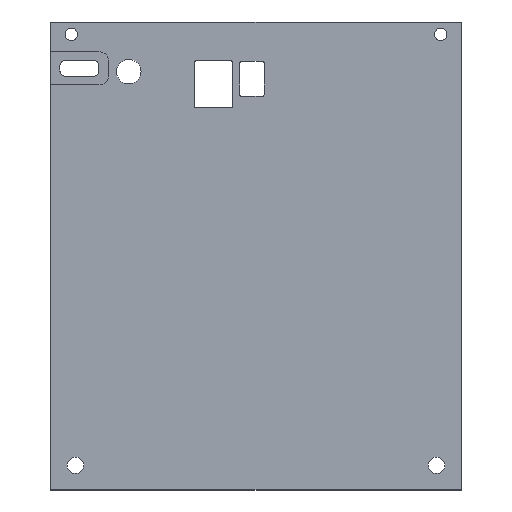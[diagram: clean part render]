
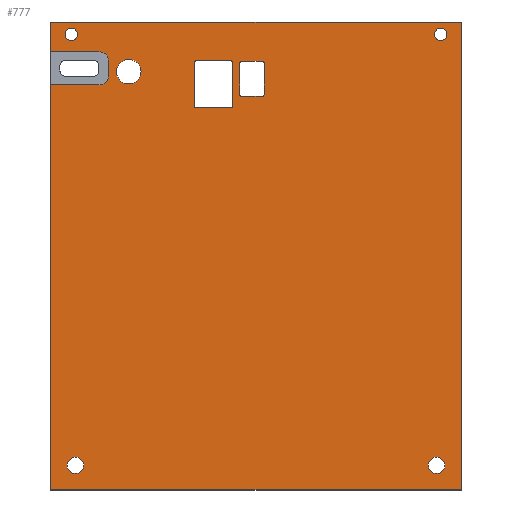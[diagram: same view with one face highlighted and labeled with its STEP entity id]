
A CAD part, top view. The second image highlights one B-rep face of the part: STEP entity #777.
In plain terms, the highlighted planar face has unit normal (0, 0, 1).
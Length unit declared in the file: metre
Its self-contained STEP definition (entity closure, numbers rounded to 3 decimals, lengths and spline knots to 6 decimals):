
#31=CIRCLE('',#832,0.0005);
#32=CIRCLE('',#833,0.0005);
#33=CIRCLE('',#834,0.0005);
#34=CIRCLE('',#835,0.0005);
#35=CIRCLE('',#836,0.0005);
#36=CIRCLE('',#837,0.0005);
#37=CIRCLE('',#838,0.0005);
#38=CIRCLE('',#839,0.0005);
#39=CIRCLE('',#840,0.002);
#40=CIRCLE('',#841,0.0015);
#41=CIRCLE('',#842,0.0015);
#42=CIRCLE('',#843,0.002);
#43=CIRCLE('',#844,0.003);
#44=CIRCLE('',#845,0.002);
#45=CIRCLE('',#846,0.002);
#69=ORIENTED_EDGE('',*,*,#293,.F.);
#70=ORIENTED_EDGE('',*,*,#294,.T.);
#71=ORIENTED_EDGE('',*,*,#295,.T.);
#72=ORIENTED_EDGE('',*,*,#296,.T.);
#73=ORIENTED_EDGE('',*,*,#297,.T.);
#74=ORIENTED_EDGE('',*,*,#298,.T.);
#75=ORIENTED_EDGE('',*,*,#299,.F.);
#76=ORIENTED_EDGE('',*,*,#300,.T.);
#77=ORIENTED_EDGE('',*,*,#301,.F.);
#78=ORIENTED_EDGE('',*,*,#302,.T.);
#79=ORIENTED_EDGE('',*,*,#303,.T.);
#80=ORIENTED_EDGE('',*,*,#304,.T.);
#81=ORIENTED_EDGE('',*,*,#305,.T.);
#82=ORIENTED_EDGE('',*,*,#306,.T.);
#83=ORIENTED_EDGE('',*,*,#307,.F.);
#84=ORIENTED_EDGE('',*,*,#308,.T.);
#85=ORIENTED_EDGE('',*,*,#309,.F.);
#86=ORIENTED_EDGE('',*,*,#310,.F.);
#87=ORIENTED_EDGE('',*,*,#311,.F.);
#88=ORIENTED_EDGE('',*,*,#312,.F.);
#89=ORIENTED_EDGE('',*,*,#313,.F.);
#90=ORIENTED_EDGE('',*,*,#314,.F.);
#91=ORIENTED_EDGE('',*,*,#315,.T.);
#92=ORIENTED_EDGE('',*,*,#316,.F.);
#93=ORIENTED_EDGE('',*,*,#317,.F.);
#94=ORIENTED_EDGE('',*,*,#318,.F.);
#95=ORIENTED_EDGE('',*,*,#319,.F.);
#96=ORIENTED_EDGE('',*,*,#320,.F.);
#97=ORIENTED_EDGE('',*,*,#321,.F.);
#98=ORIENTED_EDGE('',*,*,#322,.T.);
#99=ORIENTED_EDGE('',*,*,#323,.T.);
#293=EDGE_CURVE('',#405,#406,#483,.T.);
#294=EDGE_CURVE('',#405,#407,#31,.F.);
#295=EDGE_CURVE('',#407,#408,#484,.T.);
#296=EDGE_CURVE('',#408,#409,#32,.F.);
#297=EDGE_CURVE('',#409,#410,#485,.T.);
#298=EDGE_CURVE('',#410,#411,#33,.F.);
#299=EDGE_CURVE('',#412,#411,#486,.T.);
#300=EDGE_CURVE('',#412,#406,#34,.F.);
#301=EDGE_CURVE('',#413,#414,#487,.T.);
#302=EDGE_CURVE('',#413,#415,#35,.F.);
#303=EDGE_CURVE('',#415,#416,#488,.T.);
#304=EDGE_CURVE('',#416,#417,#36,.F.);
#305=EDGE_CURVE('',#417,#418,#489,.T.);
#306=EDGE_CURVE('',#418,#419,#37,.F.);
#307=EDGE_CURVE('',#420,#419,#490,.T.);
#308=EDGE_CURVE('',#420,#414,#38,.F.);
#309=EDGE_CURVE('',#421,#421,#39,.T.);
#310=EDGE_CURVE('',#422,#422,#40,.T.);
#311=EDGE_CURVE('',#423,#423,#41,.T.);
#312=EDGE_CURVE('',#424,#424,#42,.T.);
#313=EDGE_CURVE('',#425,#425,#43,.T.);
#314=EDGE_CURVE('',#426,#427,#491,.T.);
#315=EDGE_CURVE('',#426,#428,#492,.T.);
#316=EDGE_CURVE('',#429,#428,#44,.T.);
#317=EDGE_CURVE('',#430,#429,#493,.T.);
#318=EDGE_CURVE('',#431,#430,#45,.T.);
#319=EDGE_CURVE('',#432,#431,#494,.T.);
#320=EDGE_CURVE('',#433,#432,#495,.T.);
#321=EDGE_CURVE('',#434,#433,#496,.T.);
#322=EDGE_CURVE('',#434,#435,#497,.T.);
#323=EDGE_CURVE('',#435,#427,#498,.T.);
#405=VERTEX_POINT('',#1147);
#406=VERTEX_POINT('',#1148);
#407=VERTEX_POINT('',#1150);
#408=VERTEX_POINT('',#1152);
#409=VERTEX_POINT('',#1154);
#410=VERTEX_POINT('',#1156);
#411=VERTEX_POINT('',#1158);
#412=VERTEX_POINT('',#1160);
#413=VERTEX_POINT('',#1163);
#414=VERTEX_POINT('',#1164);
#415=VERTEX_POINT('',#1166);
#416=VERTEX_POINT('',#1168);
#417=VERTEX_POINT('',#1170);
#418=VERTEX_POINT('',#1172);
#419=VERTEX_POINT('',#1174);
#420=VERTEX_POINT('',#1176);
#421=VERTEX_POINT('',#1179);
#422=VERTEX_POINT('',#1181);
#423=VERTEX_POINT('',#1183);
#424=VERTEX_POINT('',#1185);
#425=VERTEX_POINT('',#1187);
#426=VERTEX_POINT('',#1189);
#427=VERTEX_POINT('',#1190);
#428=VERTEX_POINT('',#1192);
#429=VERTEX_POINT('',#1194);
#430=VERTEX_POINT('',#1196);
#431=VERTEX_POINT('',#1198);
#432=VERTEX_POINT('',#1200);
#433=VERTEX_POINT('',#1202);
#434=VERTEX_POINT('',#1204);
#435=VERTEX_POINT('',#1206);
#483=LINE('',#1146,#557);
#484=LINE('',#1151,#558);
#485=LINE('',#1155,#559);
#486=LINE('',#1159,#560);
#487=LINE('',#1162,#561);
#488=LINE('',#1167,#562);
#489=LINE('',#1171,#563);
#490=LINE('',#1175,#564);
#491=LINE('',#1188,#565);
#492=LINE('',#1191,#566);
#493=LINE('',#1195,#567);
#494=LINE('',#1199,#568);
#495=LINE('',#1201,#569);
#496=LINE('',#1203,#570);
#497=LINE('',#1205,#571);
#498=LINE('',#1207,#572);
#557=VECTOR('',#914,1.);
#558=VECTOR('',#917,1.);
#559=VECTOR('',#920,1.);
#560=VECTOR('',#923,1.);
#561=VECTOR('',#926,1.);
#562=VECTOR('',#929,1.);
#563=VECTOR('',#932,1.);
#564=VECTOR('',#935,1.);
#565=VECTOR('',#948,1.);
#566=VECTOR('',#949,1.);
#567=VECTOR('',#952,1.);
#568=VECTOR('',#955,1.);
#569=VECTOR('',#956,1.);
#570=VECTOR('',#957,1.);
#571=VECTOR('',#958,1.);
#572=VECTOR('',#959,1.);
#631=EDGE_LOOP('',(#69,#70,#71,#72,#73,#74,#75,#76));
#632=EDGE_LOOP('',(#77,#78,#79,#80,#81,#82,#83,#84));
#633=EDGE_LOOP('',(#85));
#634=EDGE_LOOP('',(#86));
#635=EDGE_LOOP('',(#87));
#636=EDGE_LOOP('',(#88));
#637=EDGE_LOOP('',(#89));
#638=EDGE_LOOP('',(#90,#91,#92,#93,#94,#95,#96,#97,#98,#99));
#693=FACE_BOUND('',#631,.T.);
#694=FACE_BOUND('',#632,.T.);
#695=FACE_BOUND('',#633,.T.);
#696=FACE_BOUND('',#634,.T.);
#697=FACE_BOUND('',#635,.T.);
#698=FACE_BOUND('',#636,.T.);
#699=FACE_BOUND('',#637,.T.);
#700=FACE_BOUND('',#638,.T.);
#755=PLANE('',#831);
#777=ADVANCED_FACE('',(#693,#694,#695,#696,#697,#698,#699,#700),#755,.T.);
#831=AXIS2_PLACEMENT_3D('',#1145,#912,#913);
#832=AXIS2_PLACEMENT_3D('',#1149,#915,#916);
#833=AXIS2_PLACEMENT_3D('',#1153,#918,#919);
#834=AXIS2_PLACEMENT_3D('',#1157,#921,#922);
#835=AXIS2_PLACEMENT_3D('',#1161,#924,#925);
#836=AXIS2_PLACEMENT_3D('',#1165,#927,#928);
#837=AXIS2_PLACEMENT_3D('',#1169,#930,#931);
#838=AXIS2_PLACEMENT_3D('',#1173,#933,#934);
#839=AXIS2_PLACEMENT_3D('',#1177,#936,#937);
#840=AXIS2_PLACEMENT_3D('',#1178,#938,#939);
#841=AXIS2_PLACEMENT_3D('',#1180,#940,#941);
#842=AXIS2_PLACEMENT_3D('',#1182,#942,#943);
#843=AXIS2_PLACEMENT_3D('',#1184,#944,#945);
#844=AXIS2_PLACEMENT_3D('',#1186,#946,#947);
#845=AXIS2_PLACEMENT_3D('',#1193,#950,#951);
#846=AXIS2_PLACEMENT_3D('',#1197,#953,#954);
#912=DIRECTION('',(0.,0.,1.));
#913=DIRECTION('',(1.,0.,0.));
#914=DIRECTION('',(-1.,0.,0.));
#915=DIRECTION('',(0.,0.,1.));
#916=DIRECTION('',(1.,0.,0.));
#917=DIRECTION('',(0.,-1.,0.));
#918=DIRECTION('',(0.,0.,1.));
#919=DIRECTION('',(1.,0.,0.));
#920=DIRECTION('',(-1.,0.,0.));
#921=DIRECTION('',(0.,0.,1.));
#922=DIRECTION('',(1.,0.,0.));
#923=DIRECTION('',(0.,-1.,0.));
#924=DIRECTION('',(0.,0.,1.));
#925=DIRECTION('',(1.,0.,0.));
#926=DIRECTION('',(-1.,0.,0.));
#927=DIRECTION('',(0.,0.,1.));
#928=DIRECTION('',(1.,0.,0.));
#929=DIRECTION('',(0.,-1.,0.));
#930=DIRECTION('',(0.,0.,1.));
#931=DIRECTION('',(1.,0.,0.));
#932=DIRECTION('',(-1.,0.,0.));
#933=DIRECTION('',(0.,0.,1.));
#934=DIRECTION('',(1.,0.,0.));
#935=DIRECTION('',(0.,-1.,0.));
#936=DIRECTION('',(0.,0.,1.));
#937=DIRECTION('',(1.,0.,0.));
#938=DIRECTION('',(0.,0.,1.));
#939=DIRECTION('',(1.,0.,0.));
#940=DIRECTION('',(0.,0.,1.));
#941=DIRECTION('',(1.,0.,0.));
#942=DIRECTION('',(0.,0.,1.));
#943=DIRECTION('',(1.,0.,0.));
#944=DIRECTION('',(0.,0.,1.));
#945=DIRECTION('',(1.,0.,0.));
#946=DIRECTION('',(0.,0.,1.));
#947=DIRECTION('',(1.,0.,0.));
#948=DIRECTION('',(0.,1.,0.));
#949=DIRECTION('',(1.,0.,0.));
#950=DIRECTION('',(0.,0.,1.));
#951=DIRECTION('',(1.,0.,0.));
#952=DIRECTION('',(0.,1.,0.));
#953=DIRECTION('',(0.,0.,1.));
#954=DIRECTION('',(1.,0.,0.));
#955=DIRECTION('',(1.,0.,0.));
#956=DIRECTION('',(0.,1.,0.));
#957=DIRECTION('',(-1.,0.,0.));
#958=DIRECTION('',(0.,1.,0.));
#959=DIRECTION('',(-1.,0.,0.));
#1145=CARTESIAN_POINT('',(0.,0.,0.002));
#1146=CARTESIAN_POINT('',(-0.01035,0.0476,0.002));
#1147=CARTESIAN_POINT('',(-0.0062,0.0476,0.002));
#1148=CARTESIAN_POINT('',(-0.0145,0.0476,0.002));
#1149=CARTESIAN_POINT('',(-0.0062,0.0471,0.002));
#1150=CARTESIAN_POINT('',(-0.0057,0.0471,0.002));
#1151=CARTESIAN_POINT('',(-0.0057,0.04185,0.002));
#1152=CARTESIAN_POINT('',(-0.0057,0.0366,0.002));
#1153=CARTESIAN_POINT('',(-0.0062,0.0366,0.002));
#1154=CARTESIAN_POINT('',(-0.0062,0.0361,0.002));
#1155=CARTESIAN_POINT('',(-0.01035,0.0361,0.002));
#1156=CARTESIAN_POINT('',(-0.0145,0.0361,0.002));
#1157=CARTESIAN_POINT('',(-0.0145,0.0366,0.002));
#1158=CARTESIAN_POINT('',(-0.015,0.0366,0.002));
#1159=CARTESIAN_POINT('',(-0.015,0.04185,0.002));
#1160=CARTESIAN_POINT('',(-0.015,0.0471,0.002));
#1161=CARTESIAN_POINT('',(-0.0145,0.0471,0.002));
#1162=CARTESIAN_POINT('',(-0.001,0.0474,0.002));
#1163=CARTESIAN_POINT('',(0.0015,0.0474,0.002));
#1164=CARTESIAN_POINT('',(-0.0035,0.0474,0.002));
#1165=CARTESIAN_POINT('',(0.0015,0.0469,0.002));
#1166=CARTESIAN_POINT('',(0.002,0.0469,0.002));
#1167=CARTESIAN_POINT('',(0.002,0.04315,0.002));
#1168=CARTESIAN_POINT('',(0.002,0.0394,0.002));
#1169=CARTESIAN_POINT('',(0.0015,0.0394,0.002));
#1170=CARTESIAN_POINT('',(0.0015,0.0389,0.002));
#1171=CARTESIAN_POINT('',(-0.001,0.0389,0.002));
#1172=CARTESIAN_POINT('',(-0.0035,0.0389,0.002));
#1173=CARTESIAN_POINT('',(-0.0035,0.0394,0.002));
#1174=CARTESIAN_POINT('',(-0.004,0.0394,0.002));
#1175=CARTESIAN_POINT('',(-0.004,0.04315,0.002));
#1176=CARTESIAN_POINT('',(-0.004,0.0469,0.002));
#1177=CARTESIAN_POINT('',(-0.0035,0.0469,0.002));
#1178=CARTESIAN_POINT('',(-0.044,-0.051,0.002));
#1179=CARTESIAN_POINT('',(-0.042,-0.051,0.002));
#1180=CARTESIAN_POINT('',(0.045,0.054,0.002));
#1181=CARTESIAN_POINT('',(0.0465,0.054,0.002));
#1182=CARTESIAN_POINT('',(-0.045,0.054,0.002));
#1183=CARTESIAN_POINT('',(-0.0435,0.054,0.002));
#1184=CARTESIAN_POINT('',(0.044,-0.051,0.002));
#1185=CARTESIAN_POINT('',(0.046,-0.051,0.002));
#1186=CARTESIAN_POINT('',(-0.031,0.0449,0.002));
#1187=CARTESIAN_POINT('',(-0.028,0.0449,0.002));
#1188=CARTESIAN_POINT('',(-0.05,0.,0.002));
#1189=CARTESIAN_POINT('',(-0.05,0.0497,0.002));
#1190=CARTESIAN_POINT('',(-0.05,0.057,0.002));
#1191=CARTESIAN_POINT('',(-0.044,0.0497,0.002));
#1192=CARTESIAN_POINT('',(-0.038,0.0497,0.002));
#1193=CARTESIAN_POINT('',(-0.038,0.0477,0.002));
#1194=CARTESIAN_POINT('',(-0.036,0.0477,0.002));
#1195=CARTESIAN_POINT('',(-0.036,0.0457,0.002));
#1196=CARTESIAN_POINT('',(-0.036,0.0437,0.002));
#1197=CARTESIAN_POINT('',(-0.038,0.0437,0.002));
#1198=CARTESIAN_POINT('',(-0.038,0.0417,0.002));
#1199=CARTESIAN_POINT('',(-0.044,0.0417,0.002));
#1200=CARTESIAN_POINT('',(-0.05,0.0417,0.002));
#1201=CARTESIAN_POINT('',(-0.05,0.,0.002));
#1202=CARTESIAN_POINT('',(-0.05,-0.057,0.002));
#1203=CARTESIAN_POINT('',(0.,-0.057,0.002));
#1204=CARTESIAN_POINT('',(0.05,-0.057,0.002));
#1205=CARTESIAN_POINT('',(0.05,0.,0.002));
#1206=CARTESIAN_POINT('',(0.05,0.057,0.002));
#1207=CARTESIAN_POINT('',(0.,0.057,0.002));
